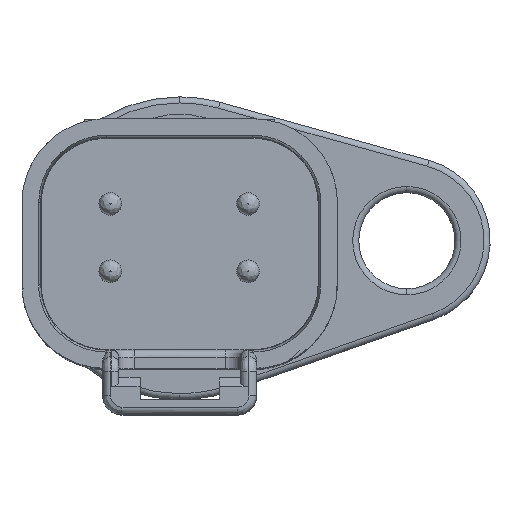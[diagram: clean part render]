
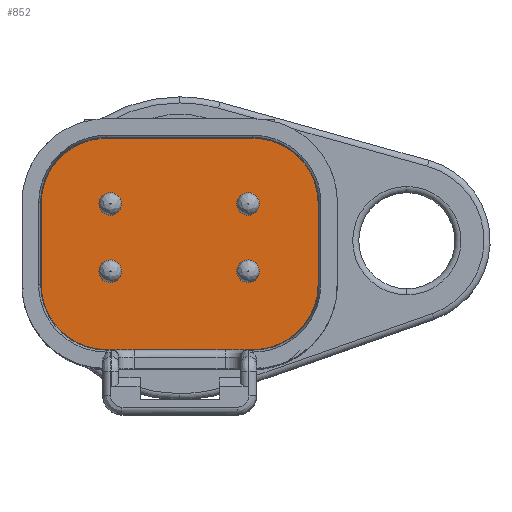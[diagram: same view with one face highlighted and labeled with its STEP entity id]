
A CAD part, top view. The second image highlights one B-rep face of the part: STEP entity #852.
In plain terms, the highlighted planar face has unit normal (0, 0, 1).
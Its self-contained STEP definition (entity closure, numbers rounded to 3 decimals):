
#306=(
BOUNDED_CURVE()
B_SPLINE_CURVE(3,(#11968,#11969,#11970,#11971),.UNSPECIFIED.,.F.,.F.)
B_SPLINE_CURVE_WITH_KNOTS((4,4),(0.,1.),.UNSPECIFIED.)
CURVE()
GEOMETRIC_REPRESENTATION_ITEM()
RATIONAL_B_SPLINE_CURVE((1.,0.667,0.5,0.5))
REPRESENTATION_ITEM('')
);
#307=(
BOUNDED_CURVE()
B_SPLINE_CURVE(3,(#11986,#11987,#11988,#11989),.UNSPECIFIED.,.F.,.F.)
B_SPLINE_CURVE_WITH_KNOTS((4,4),(0.,1.),.UNSPECIFIED.)
CURVE()
GEOMETRIC_REPRESENTATION_ITEM()
RATIONAL_B_SPLINE_CURVE((0.5,0.5,0.667,1.))
REPRESENTATION_ITEM('')
);
#308=(
BOUNDED_CURVE()
B_SPLINE_CURVE(3,(#12004,#12005,#12006,#12007),.UNSPECIFIED.,.F.,.F.)
B_SPLINE_CURVE_WITH_KNOTS((4,4),(0.,1.),.UNSPECIFIED.)
CURVE()
GEOMETRIC_REPRESENTATION_ITEM()
RATIONAL_B_SPLINE_CURVE((1.,0.667,0.5,0.5))
REPRESENTATION_ITEM('')
);
#309=(
BOUNDED_CURVE()
B_SPLINE_CURVE(3,(#12022,#12023,#12024,#12025),.UNSPECIFIED.,.F.,.F.)
B_SPLINE_CURVE_WITH_KNOTS((4,4),(0.,1.),.UNSPECIFIED.)
CURVE()
GEOMETRIC_REPRESENTATION_ITEM()
RATIONAL_B_SPLINE_CURVE((0.5,0.5,0.667,1.))
REPRESENTATION_ITEM('')
);
#410=PLANE('',#6046);
#441=FACE_BOUND('',#1592,.T.);
#442=FACE_BOUND('',#1593,.T.);
#443=FACE_BOUND('',#1594,.T.);
#444=FACE_BOUND('',#1595,.T.);
#445=FACE_BOUND('',#1596,.T.);
#852=ADVANCED_FACE('',(#441,#442,#443,#444,#445),#410,.T.);
#1592=EDGE_LOOP('',(#3341));
#1593=EDGE_LOOP('',(#3342));
#1594=EDGE_LOOP('',(#3343));
#1595=EDGE_LOOP('',(#3344));
#1596=EDGE_LOOP('',(#3345,#3346,#3347,#3348,#3349,#3350,#3351,#3352));
#3341=ORIENTED_EDGE('',*,*,#4659,.F.);
#3342=ORIENTED_EDGE('',*,*,#4660,.F.);
#3343=ORIENTED_EDGE('',*,*,#4661,.F.);
#3344=ORIENTED_EDGE('',*,*,#4662,.F.);
#3345=ORIENTED_EDGE('',*,*,#4658,.T.);
#3346=ORIENTED_EDGE('',*,*,#4626,.T.);
#3347=ORIENTED_EDGE('',*,*,#4646,.T.);
#3348=ORIENTED_EDGE('',*,*,#4648,.T.);
#3349=ORIENTED_EDGE('',*,*,#4650,.T.);
#3350=ORIENTED_EDGE('',*,*,#4652,.T.);
#3351=ORIENTED_EDGE('',*,*,#4654,.T.);
#3352=ORIENTED_EDGE('',*,*,#4656,.T.);
#3842=VERTEX_POINT('',#11807);
#3843=VERTEX_POINT('',#11808);
#3848=VERTEX_POINT('',#11972);
#3849=VERTEX_POINT('',#11983);
#3850=VERTEX_POINT('',#11990);
#3851=VERTEX_POINT('',#12001);
#3852=VERTEX_POINT('',#12008);
#3853=VERTEX_POINT('',#12019);
#3854=VERTEX_POINT('',#12151);
#3855=VERTEX_POINT('',#12153);
#3856=VERTEX_POINT('',#12155);
#3857=VERTEX_POINT('',#12157);
#4626=EDGE_CURVE('',#3842,#3843,#5231,.T.);
#4646=EDGE_CURVE('',#3843,#3848,#306,.T.);
#4648=EDGE_CURVE('',#3848,#3849,#5246,.T.);
#4650=EDGE_CURVE('',#3849,#3850,#307,.T.);
#4652=EDGE_CURVE('',#3850,#3851,#5249,.T.);
#4654=EDGE_CURVE('',#3851,#3852,#308,.T.);
#4656=EDGE_CURVE('',#3852,#3853,#5252,.T.);
#4658=EDGE_CURVE('',#3853,#3842,#309,.T.);
#4659=EDGE_CURVE('',#3854,#3854,#4934,.T.);
#4660=EDGE_CURVE('',#3855,#3855,#4935,.T.);
#4661=EDGE_CURVE('',#3856,#3856,#4936,.T.);
#4662=EDGE_CURVE('',#3857,#3857,#4937,.T.);
#4934=CIRCLE('',#6042,0.75);
#4935=CIRCLE('',#6043,0.75);
#4936=CIRCLE('',#6044,0.75);
#4937=CIRCLE('',#6045,0.75);
#5231=LINE('',#11806,#5523);
#5246=LINE('',#11982,#5538);
#5249=LINE('',#12000,#5541);
#5252=LINE('',#12018,#5544);
#5523=VECTOR('',#7305,1.);
#5538=VECTOR('',#7330,1.);
#5541=VECTOR('',#7335,1.);
#5544=VECTOR('',#7340,1.);
#6042=AXIS2_PLACEMENT_3D('',#12150,#7348,#7349);
#6043=AXIS2_PLACEMENT_3D('',#12152,#7350,#7351);
#6044=AXIS2_PLACEMENT_3D('',#12154,#7352,#7353);
#6045=AXIS2_PLACEMENT_3D('',#12156,#7354,#7355);
#6046=AXIS2_PLACEMENT_3D('',#12158,#7356,#7357);
#7305=DIRECTION('',(1.,0.,0.));
#7330=DIRECTION('',(0.,1.,0.));
#7335=DIRECTION('',(-1.,0.,0.));
#7340=DIRECTION('',(0.,-1.,0.));
#7348=DIRECTION('',(0.,0.,1.));
#7349=DIRECTION('',(-1.,0.,0.));
#7350=DIRECTION('',(0.,0.,1.));
#7351=DIRECTION('',(-1.,0.,0.));
#7352=DIRECTION('',(0.,0.,1.));
#7353=DIRECTION('',(-1.,0.,0.));
#7354=DIRECTION('',(0.,0.,1.));
#7355=DIRECTION('',(-1.,0.,0.));
#7356=DIRECTION('',(0.,0.,1.));
#7357=DIRECTION('',(0.,1.,0.));
#11806=CARTESIAN_POINT('',(10.414,-6.352,209.993));
#11807=CARTESIAN_POINT('',(-4.826,-6.352,209.993));
#11808=CARTESIAN_POINT('',(4.826,-6.352,209.993));
#11968=CARTESIAN_POINT('',(4.826,-6.352,209.993));
#11969=CARTESIAN_POINT('',(6.985,-6.352,209.993));
#11970=CARTESIAN_POINT('',(9.144,-4.924,209.993));
#11971=CARTESIAN_POINT('',(9.144,-2.068,209.993));
#11972=CARTESIAN_POINT('',(9.144,-2.068,209.993));
#11982=CARTESIAN_POINT('',(9.144,9.147,209.993));
#11983=CARTESIAN_POINT('',(9.144,3.351,209.993));
#11986=CARTESIAN_POINT('',(9.144,3.351,209.993));
#11987=CARTESIAN_POINT('',(9.144,6.207,209.993));
#11988=CARTESIAN_POINT('',(6.985,7.635,209.993));
#11989=CARTESIAN_POINT('',(4.826,7.635,209.993));
#11990=CARTESIAN_POINT('',(4.826,7.635,209.993));
#12000=CARTESIAN_POINT('',(10.414,7.635,209.993));
#12001=CARTESIAN_POINT('',(-4.826,7.635,209.993));
#12004=CARTESIAN_POINT('',(-4.826,7.635,209.993));
#12005=CARTESIAN_POINT('',(-6.985,7.635,209.993));
#12006=CARTESIAN_POINT('',(-9.144,6.207,209.993));
#12007=CARTESIAN_POINT('',(-9.144,3.351,209.993));
#12008=CARTESIAN_POINT('',(-9.144,3.351,209.993));
#12018=CARTESIAN_POINT('',(-9.144,9.147,209.993));
#12019=CARTESIAN_POINT('',(-9.144,-2.068,209.993));
#12022=CARTESIAN_POINT('',(-9.144,-2.068,209.993));
#12023=CARTESIAN_POINT('',(-9.144,-4.924,209.993));
#12024=CARTESIAN_POINT('',(-6.985,-6.352,209.993));
#12025=CARTESIAN_POINT('',(-4.826,-6.352,209.993));
#12150=CARTESIAN_POINT('',(-4.584,3.297,209.993));
#12151=CARTESIAN_POINT('',(-5.334,3.297,209.993));
#12152=CARTESIAN_POINT('',(-4.584,-1.153,209.993));
#12153=CARTESIAN_POINT('',(-5.334,-1.153,209.993));
#12154=CARTESIAN_POINT('',(4.516,3.297,209.993));
#12155=CARTESIAN_POINT('',(3.766,3.297,209.993));
#12156=CARTESIAN_POINT('',(4.516,-1.153,209.993));
#12157=CARTESIAN_POINT('',(3.766,-1.153,209.993));
#12158=CARTESIAN_POINT('',(10.414,9.147,209.993));
